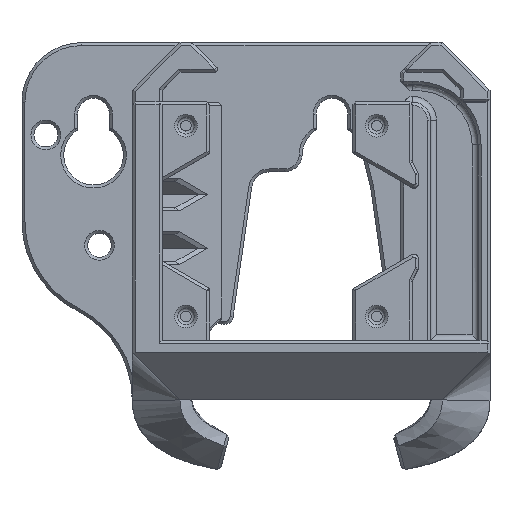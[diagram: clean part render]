
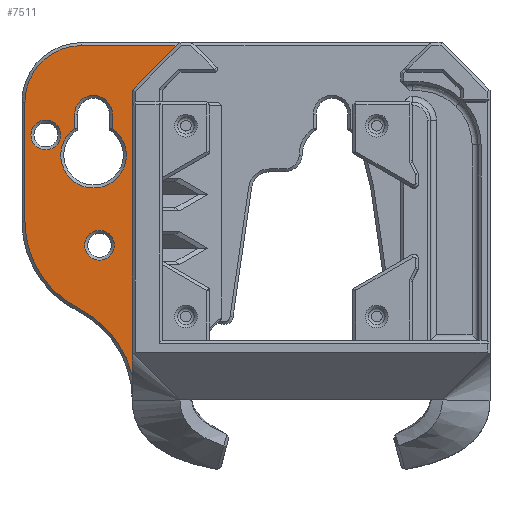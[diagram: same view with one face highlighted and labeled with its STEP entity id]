
A CAD part, top view. The second image highlights one B-rep face of the part: STEP entity #7511.
In plain terms, the highlighted planar face has unit normal (0, 0, 1).
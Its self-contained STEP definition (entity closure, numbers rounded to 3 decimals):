
#90=FACE_BOUND('',#1264,.T.);
#91=FACE_BOUND('',#1265,.T.);
#92=FACE_BOUND('',#1266,.T.);
#246=PLANE('',#8072);
#799=FACE_OUTER_BOUND('',#1263,.T.);
#1263=EDGE_LOOP('',(#6232,#6233,#6234,#6235,#6236,#6237,#6238));
#1264=EDGE_LOOP('',(#6239));
#1265=EDGE_LOOP('',(#6240,#6241,#6242,#6243));
#1266=EDGE_LOOP('',(#6244));
#1812=LINE('',#11591,#2634);
#1841=LINE('',#11650,#2663);
#1999=LINE('',#12862,#2821);
#2000=LINE('',#12866,#2822);
#2001=LINE('',#12872,#2823);
#2002=LINE('',#12876,#2824);
#2634=VECTOR('',#9011,10.);
#2663=VECTOR('',#9044,10.);
#2821=VECTOR('',#9480,10.);
#2822=VECTOR('',#9483,10.);
#2823=VECTOR('',#9488,10.);
#2824=VECTOR('',#9491,10.);
#3253=CIRCLE('',#8071,2.5);
#3254=CIRCLE('',#8073,17.287);
#3255=CIRCLE('',#8074,9.5);
#3256=CIRCLE('',#8075,16.287);
#3257=CIRCLE('',#8076,2.5);
#3258=CIRCLE('',#8077,3.15);
#3259=CIRCLE('',#8078,5.5);
#3589=VERTEX_POINT('',#11588);
#3590=VERTEX_POINT('',#11590);
#3618=VERTEX_POINT('',#11648);
#3766=VERTEX_POINT('',#12855);
#3767=VERTEX_POINT('',#12859);
#3768=VERTEX_POINT('',#12861);
#3769=VERTEX_POINT('',#12863);
#3770=VERTEX_POINT('',#12865);
#3771=VERTEX_POINT('',#12868);
#3772=VERTEX_POINT('',#12870);
#3773=VERTEX_POINT('',#12871);
#3774=VERTEX_POINT('',#12873);
#3775=VERTEX_POINT('',#12875);
#4371=EDGE_CURVE('',#3590,#3589,#1812,.T.);
#4401=EDGE_CURVE('',#3589,#3618,#1841,.T.);
#4662=EDGE_CURVE('',#3766,#3766,#3253,.T.);
#4664=EDGE_CURVE('',#3590,#3767,#3254,.T.);
#4665=EDGE_CURVE('',#3768,#3618,#1999,.T.);
#4666=EDGE_CURVE('',#3769,#3768,#3255,.T.);
#4667=EDGE_CURVE('',#3770,#3769,#2000,.T.);
#4668=EDGE_CURVE('',#3767,#3770,#3256,.T.);
#4669=EDGE_CURVE('',#3771,#3771,#3257,.T.);
#4670=EDGE_CURVE('',#3772,#3773,#2001,.T.);
#4671=EDGE_CURVE('',#3774,#3772,#3258,.T.);
#4672=EDGE_CURVE('',#3775,#3774,#2002,.T.);
#4673=EDGE_CURVE('',#3773,#3775,#3259,.T.);
#6232=ORIENTED_EDGE('',*,*,#4664,.F.);
#6233=ORIENTED_EDGE('',*,*,#4371,.T.);
#6234=ORIENTED_EDGE('',*,*,#4401,.T.);
#6235=ORIENTED_EDGE('',*,*,#4665,.F.);
#6236=ORIENTED_EDGE('',*,*,#4666,.F.);
#6237=ORIENTED_EDGE('',*,*,#4667,.F.);
#6238=ORIENTED_EDGE('',*,*,#4668,.F.);
#6239=ORIENTED_EDGE('',*,*,#4669,.F.);
#6240=ORIENTED_EDGE('',*,*,#4670,.F.);
#6241=ORIENTED_EDGE('',*,*,#4671,.F.);
#6242=ORIENTED_EDGE('',*,*,#4672,.F.);
#6243=ORIENTED_EDGE('',*,*,#4673,.F.);
#6244=ORIENTED_EDGE('',*,*,#4662,.F.);
#7511=ADVANCED_FACE('',(#799,#90,#91,#92),#246,.T.);
#8071=AXIS2_PLACEMENT_3D('',#12856,#9473,#9474);
#8072=AXIS2_PLACEMENT_3D('',#12858,#9476,#9477);
#8073=AXIS2_PLACEMENT_3D('',#12860,#9478,#9479);
#8074=AXIS2_PLACEMENT_3D('',#12864,#9481,#9482);
#8075=AXIS2_PLACEMENT_3D('',#12867,#9484,#9485);
#8076=AXIS2_PLACEMENT_3D('',#12869,#9486,#9487);
#8077=AXIS2_PLACEMENT_3D('',#12874,#9489,#9490);
#8078=AXIS2_PLACEMENT_3D('',#12877,#9492,#9493);
#9011=DIRECTION('',(0.,1.,0.));
#9044=DIRECTION('',(0.707,0.707,0.));
#9473=DIRECTION('center_axis',(0.,0.,1.));
#9474=DIRECTION('ref_axis',(-1.,0.,0.));
#9476=DIRECTION('center_axis',(0.,0.,1.));
#9477=DIRECTION('ref_axis',(1.,0.,0.));
#9478=DIRECTION('center_axis',(0.,0.,1.));
#9479=DIRECTION('ref_axis',(1.,0.,0.));
#9480=DIRECTION('',(1.,0.,0.));
#9481=DIRECTION('center_axis',(0.,0.,-1.));
#9482=DIRECTION('ref_axis',(0.,1.,0.));
#9483=DIRECTION('',(0.,1.,0.));
#9484=DIRECTION('center_axis',(0.,0.,-1.));
#9485=DIRECTION('ref_axis',(-1.,0.,0.));
#9486=DIRECTION('center_axis',(0.,0.,1.));
#9487=DIRECTION('ref_axis',(-1.,0.,0.));
#9488=DIRECTION('',(0.,-1.,0.));
#9489=DIRECTION('center_axis',(0.,0.,1.));
#9490=DIRECTION('ref_axis',(-1.,0.,0.));
#9491=DIRECTION('',(0.,1.,0.));
#9492=DIRECTION('center_axis',(0.,0.,1.));
#9493=DIRECTION('ref_axis',(-1.,0.,0.));
#11588=CARTESIAN_POINT('',(-13.5,16.03,2.));
#11590=CARTESIAN_POINT('',(-13.5,-31.842,2.));
#11591=CARTESIAN_POINT('',(-13.5,5.03,2.));
#11648=CARTESIAN_POINT('',(-6.,23.53,2.));
#11650=CARTESIAN_POINT('',(-9.813,19.718,2.));
#12855=CARTESIAN_POINT('',(-16.5,-9.97,2.));
#12856=CARTESIAN_POINT('Origin',(-19.,-9.97,2.));
#12858=CARTESIAN_POINT('Origin',(7.25,-5.97,2.));
#12859=CARTESIAN_POINT('',(-22.526,-20.523,2.));
#12860=CARTESIAN_POINT('Origin',(-30.287,-35.97,2.));
#12861=CARTESIAN_POINT('',(-22.,23.53,2.));
#12862=CARTESIAN_POINT('',(26.875,23.53,2.));
#12863=CARTESIAN_POINT('',(-31.5,14.03,2.));
#12864=CARTESIAN_POINT('Origin',(-22.,14.03,2.));
#12865=CARTESIAN_POINT('',(-31.5,-5.97,2.));
#12866=CARTESIAN_POINT('',(-31.5,4.03,2.));
#12867=CARTESIAN_POINT('Origin',(-15.213,-5.97,2.));
#12868=CARTESIAN_POINT('',(-25.5,8.53,2.));
#12869=CARTESIAN_POINT('Origin',(-28.,8.53,2.));
#12870=CARTESIAN_POINT('',(-23.15,12.03,2.));
#12871=CARTESIAN_POINT('',(-23.15,9.649,2.));
#12872=CARTESIAN_POINT('',(-23.15,3.03,2.));
#12873=CARTESIAN_POINT('',(-16.85,12.03,2.));
#12874=CARTESIAN_POINT('Origin',(-20.,12.03,2.));
#12875=CARTESIAN_POINT('',(-16.85,9.649,2.));
#12876=CARTESIAN_POINT('',(-16.85,1.705,2.));
#12877=CARTESIAN_POINT('Origin',(-20.,5.14,2.));
